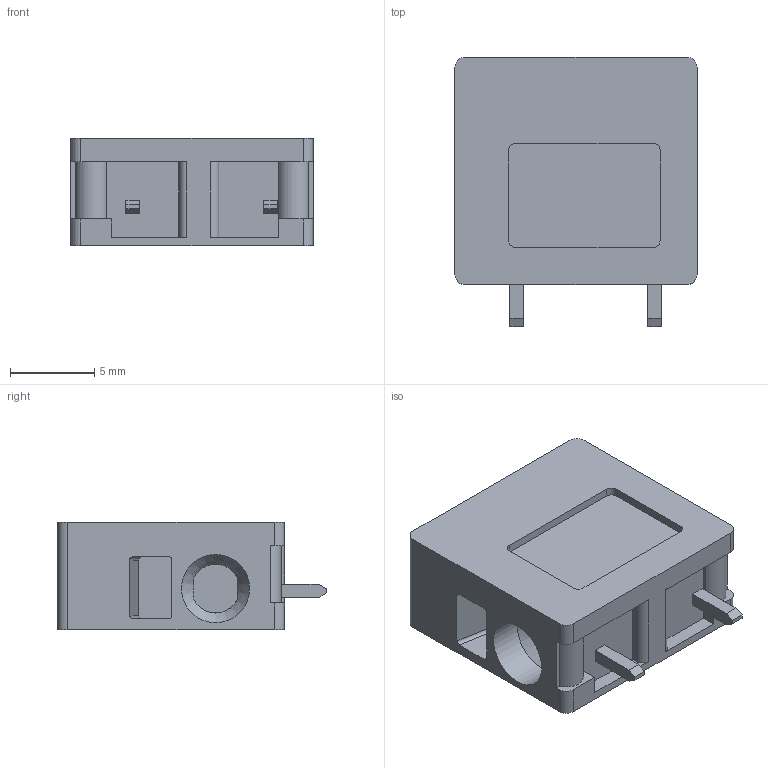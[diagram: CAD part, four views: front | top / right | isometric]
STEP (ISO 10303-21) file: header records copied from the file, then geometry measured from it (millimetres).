
FILE_DESCRIPTION((''),'2;1');
FILE_NAME('14361.1_PBK25_1_50_H.stp','2014-05-08T15:53:54',('swilken'),(''),'Autodesk Inventor 2011','Autodesk Inventor 2011','');
FILE_SCHEMA(('AUTOMOTIVE_DESIGN { 1 0 10303 214 1 1 1 1 }'));
Length unit declared in the file: millimetre
Products named in the file (1): 14361.1_PBK25_1_50_H
Bounding box: 14.4 x 16 x 6.4 mm (x, y, z)
Volume: 1113.1 mm3; surface area: 877 mm2
Topology: 1 solids, 1 shells, 69 faces, 187 edges, 125 vertices
Faces by surface type: plane 47, cylinder 21, cone 1
Full cylindrical faces by diameter (mm): 4.05 x1
Entity records: 2174 total; most frequent: CARTESIAN_POINT 386, ORIENTED_EDGE 368, DIRECTION 362, EDGE_CURVE 184, VECTOR 138, LINE 138, VERTEX_POINT 124, AXIS2_PLACEMENT_3D 112
